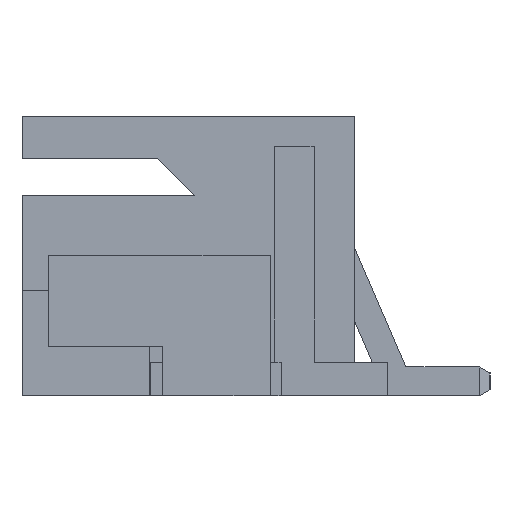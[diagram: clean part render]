
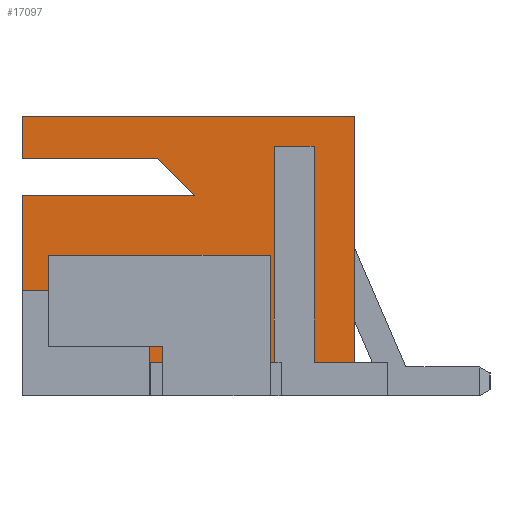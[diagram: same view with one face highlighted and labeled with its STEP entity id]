
A CAD part, left-side view. The second image highlights one B-rep face of the part: STEP entity #17097.
In plain terms, the highlighted planar face has unit normal (-1, 0, 0).
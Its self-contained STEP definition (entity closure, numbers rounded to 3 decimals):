
#1242=ORIENTED_EDGE('',*,*,#3919,.T.);
#1243=ORIENTED_EDGE('',*,*,#4596,.T.);
#1244=ORIENTED_EDGE('',*,*,#4597,.T.);
#1245=ORIENTED_EDGE('',*,*,#4598,.T.);
#1246=ORIENTED_EDGE('',*,*,#4590,.T.);
#1247=ORIENTED_EDGE('',*,*,#4015,.T.);
#1248=ORIENTED_EDGE('',*,*,#4041,.F.);
#1249=ORIENTED_EDGE('',*,*,#4037,.F.);
#1250=ORIENTED_EDGE('',*,*,#4599,.T.);
#1251=ORIENTED_EDGE('',*,*,#4600,.T.);
#1252=ORIENTED_EDGE('',*,*,#4601,.T.);
#1253=ORIENTED_EDGE('',*,*,#4602,.T.);
#1254=ORIENTED_EDGE('',*,*,#4603,.T.);
#1255=ORIENTED_EDGE('',*,*,#4033,.F.);
#1256=ORIENTED_EDGE('',*,*,#4604,.T.);
#1257=ORIENTED_EDGE('',*,*,#4605,.T.);
#1258=ORIENTED_EDGE('',*,*,#4606,.T.);
#1259=ORIENTED_EDGE('',*,*,#4056,.F.);
#1260=ORIENTED_EDGE('',*,*,#4607,.F.);
#1261=ORIENTED_EDGE('',*,*,#3911,.T.);
#3911=EDGE_CURVE('',#5679,#5678,#6811,.T.);
#3919=EDGE_CURVE('',#5678,#5685,#6819,.T.);
#4015=EDGE_CURVE('',#5779,#5778,#6915,.T.);
#4033=EDGE_CURVE('',#5793,#5789,#6933,.T.);
#4037=EDGE_CURVE('',#5794,#5796,#6937,.T.);
#4041=EDGE_CURVE('',#5796,#5778,#6941,.T.);
#4056=EDGE_CURVE('',#5811,#5812,#6956,.T.);
#4590=EDGE_CURVE('',#6196,#5779,#7490,.T.);
#4596=EDGE_CURVE('',#5685,#6200,#7496,.T.);
#4597=EDGE_CURVE('',#6200,#6201,#7497,.T.);
#4598=EDGE_CURVE('',#6201,#6196,#7498,.T.);
#4599=EDGE_CURVE('',#5794,#6202,#7499,.T.);
#4600=EDGE_CURVE('',#6202,#6203,#7500,.T.);
#4601=EDGE_CURVE('',#6203,#6204,#7501,.T.);
#4602=EDGE_CURVE('',#6204,#6205,#7502,.T.);
#4603=EDGE_CURVE('',#6205,#5789,#7503,.T.);
#4604=EDGE_CURVE('',#5793,#6206,#7504,.T.);
#4605=EDGE_CURVE('',#6206,#6207,#7505,.T.);
#4606=EDGE_CURVE('',#6207,#5812,#7506,.T.);
#4607=EDGE_CURVE('',#5679,#5811,#7507,.T.);
#5678=VERTEX_POINT('',#21270);
#5679=VERTEX_POINT('',#21272);
#5685=VERTEX_POINT('',#21286);
#5778=VERTEX_POINT('',#21479);
#5779=VERTEX_POINT('',#21481);
#5789=VERTEX_POINT('',#21508);
#5793=VERTEX_POINT('',#21516);
#5794=VERTEX_POINT('',#21523);
#5796=VERTEX_POINT('',#21526);
#5811=VERTEX_POINT('',#21562);
#5812=VERTEX_POINT('',#21564);
#6196=VERTEX_POINT('',#22598);
#6200=VERTEX_POINT('',#22609);
#6201=VERTEX_POINT('',#22611);
#6202=VERTEX_POINT('',#22614);
#6203=VERTEX_POINT('',#22616);
#6204=VERTEX_POINT('',#22618);
#6205=VERTEX_POINT('',#22620);
#6206=VERTEX_POINT('',#22623);
#6207=VERTEX_POINT('',#22625);
#6811=LINE('',#21271,#8305);
#6819=LINE('',#21287,#8313);
#6915=LINE('',#21480,#8409);
#6933=LINE('',#21517,#8427);
#6937=LINE('',#21525,#8431);
#6941=LINE('',#21532,#8435);
#6956=LINE('',#21563,#8450);
#7490=LINE('',#22597,#8984);
#7496=LINE('',#22608,#8990);
#7497=LINE('',#22610,#8991);
#7498=LINE('',#22612,#8992);
#7499=LINE('',#22613,#8993);
#7500=LINE('',#22615,#8994);
#7501=LINE('',#22617,#8995);
#7502=LINE('',#22619,#8996);
#7503=LINE('',#22621,#8997);
#7504=LINE('',#22622,#8998);
#7505=LINE('',#22624,#8999);
#7506=LINE('',#22626,#9000);
#7507=LINE('',#22627,#9001);
#8305=VECTOR('',#18407,1000.);
#8313=VECTOR('',#18417,1000.);
#8409=VECTOR('',#18521,1000.);
#8427=VECTOR('',#18547,1000.);
#8431=VECTOR('',#18555,1000.);
#8435=VECTOR('',#18561,1000.);
#8450=VECTOR('',#18580,1000.);
#8984=VECTOR('',#19346,1000.);
#8990=VECTOR('',#19354,1000.);
#8991=VECTOR('',#19355,1000.);
#8992=VECTOR('',#19356,1000.);
#8993=VECTOR('',#19357,1000.);
#8994=VECTOR('',#19358,1000.);
#8995=VECTOR('',#19359,1000.);
#8996=VECTOR('',#19360,1000.);
#8997=VECTOR('',#19361,1000.);
#8998=VECTOR('',#19362,1000.);
#8999=VECTOR('',#19363,1000.);
#9000=VECTOR('',#19364,1000.);
#9001=VECTOR('',#19365,1000.);
#9920=EDGE_LOOP('',(#1242,#1243,#1244,#1245,#1246,#1247,#1248,#1249,#1250,
#1251,#1252,#1253,#1254,#1255,#1256,#1257,#1258,#1259,#1260,#1261));
#10682=FACE_BOUND('',#9920,.T.);
#11444=PLANE('',#17838);
#17097=ADVANCED_FACE('',(#10682),#11444,.F.);
#17838=AXIS2_PLACEMENT_3D('',#22607,#19352,#19353);
#18407=DIRECTION('',(0.,1.,0.));
#18417=DIRECTION('',(0.,0.,-1.));
#18521=DIRECTION('',(0.,-1.,0.));
#18547=DIRECTION('',(0.,1.,0.));
#18555=DIRECTION('',(0.,1.,0.));
#18561=DIRECTION('',(0.,0.,-1.));
#18580=DIRECTION('',(0.,1.,0.));
#19346=DIRECTION('',(0.,0.,-1.));
#19352=DIRECTION('',(1.,0.,0.));
#19353=DIRECTION('',(0.,0.,-1.));
#19354=DIRECTION('',(0.,-1.,0.));
#19355=DIRECTION('',(0.,-0.707,-0.707));
#19356=DIRECTION('',(0.,1.,0.));
#19357=DIRECTION('',(0.,0.,1.));
#19358=DIRECTION('',(0.,1.,0.));
#19359=DIRECTION('',(0.,0.,1.));
#19360=DIRECTION('',(0.,-1.,0.));
#19361=DIRECTION('',(0.,0.,-1.));
#19362=DIRECTION('',(0.,0.,1.));
#19363=DIRECTION('',(0.,-1.,0.));
#19364=DIRECTION('',(0.,0.,-1.));
#19365=DIRECTION('',(0.,0.,-1.));
#21270=CARTESIAN_POINT('',(-22.695,9.906,5.918));
#21271=CARTESIAN_POINT('',(-22.695,2.87,5.918));
#21272=CARTESIAN_POINT('',(-22.695,2.87,5.918));
#21286=CARTESIAN_POINT('',(-22.695,9.906,5.029));
#21287=CARTESIAN_POINT('',(-22.695,9.906,0.711));
#21479=CARTESIAN_POINT('',(-22.695,7.188,0.));
#21480=CARTESIAN_POINT('',(-22.695,9.906,0.));
#21481=CARTESIAN_POINT('',(-22.695,9.906,0.));
#21508=CARTESIAN_POINT('',(-22.695,4.65,0.711));
#21516=CARTESIAN_POINT('',(-22.695,4.563,0.711));
#21517=CARTESIAN_POINT('',(-22.695,2.87,0.711));
#21523=CARTESIAN_POINT('',(-22.695,6.934,0.711));
#21525=CARTESIAN_POINT('',(-22.695,2.87,0.711));
#21526=CARTESIAN_POINT('',(-22.695,7.188,0.711));
#21532=CARTESIAN_POINT('',(-22.695,7.188,0.711));
#21562=CARTESIAN_POINT('',(-22.695,2.87,0.711));
#21563=CARTESIAN_POINT('',(-22.695,2.87,0.711));
#21564=CARTESIAN_POINT('',(-22.695,3.724,0.711));
#22597=CARTESIAN_POINT('',(-22.695,9.906,0.711));
#22598=CARTESIAN_POINT('',(-22.695,9.906,4.245));
#22607=CARTESIAN_POINT('',(-22.695,9.906,0.711));
#22608=CARTESIAN_POINT('',(-22.695,9.906,5.029));
#22609=CARTESIAN_POINT('',(-22.695,7.033,5.029));
#22610=CARTESIAN_POINT('',(-22.695,6.31,4.307));
#22611=CARTESIAN_POINT('',(-22.695,6.248,4.245));
#22612=CARTESIAN_POINT('',(-22.695,9.906,4.245));
#22613=CARTESIAN_POINT('',(-22.695,6.934,0.));
#22614=CARTESIAN_POINT('',(-22.695,6.934,1.041));
#22615=CARTESIAN_POINT('',(-22.695,6.934,1.041));
#22616=CARTESIAN_POINT('',(-22.695,9.349,1.041));
#22617=CARTESIAN_POINT('',(-22.695,9.349,1.041));
#22618=CARTESIAN_POINT('',(-22.695,9.349,2.972));
#22619=CARTESIAN_POINT('',(-22.695,9.349,2.972));
#22620=CARTESIAN_POINT('',(-22.695,4.65,2.972));
#22621=CARTESIAN_POINT('',(-22.695,4.65,2.972));
#22622=CARTESIAN_POINT('',(-22.695,4.563,0.711));
#22623=CARTESIAN_POINT('',(-22.695,4.563,5.283));
#22624=CARTESIAN_POINT('',(-22.695,9.906,5.283));
#22625=CARTESIAN_POINT('',(-22.695,3.724,5.283));
#22626=CARTESIAN_POINT('',(-22.695,3.724,0.711));
#22627=CARTESIAN_POINT('',(-22.695,2.87,5.918));
